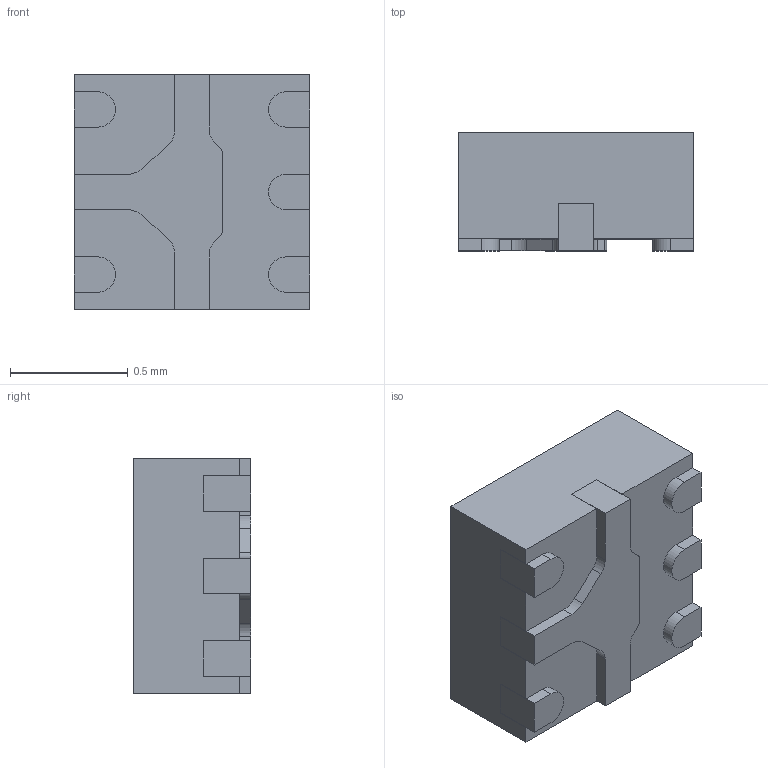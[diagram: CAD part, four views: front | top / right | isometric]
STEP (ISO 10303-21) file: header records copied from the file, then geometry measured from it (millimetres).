
FILE_DESCRIPTION (( 'STEP AP214' ), '1' );
FILE_NAME ('SKYA21012.STEP', '2023-03-17T07:01:55', ( '' ), ( '' ), 'SwSTEP 2.0', 'SolidWorks 2021', '' );
FILE_SCHEMA (( 'AUTOMOTIVE_DESIGN' ));
Length unit declared in the file: millimetre
Products named in the file (1): SKYA21012
Bounding box: 1 x 0.5 x 1 mm (x, y, z)
Volume: 0.5 mm3; surface area: 6.4 mm2
Topology: 8 solids, 8 shells, 109 faces, 276 edges, 184 vertices
Faces by surface type: plane 79, cylinder 30
Entity records: 3367 total; most frequent: CARTESIAN_POINT 570, DIRECTION 556, ORIENTED_EDGE 552, EDGE_CURVE 276, VECTOR 216, LINE 216, VERTEX_POINT 184, AXIS2_PLACEMENT_3D 170
